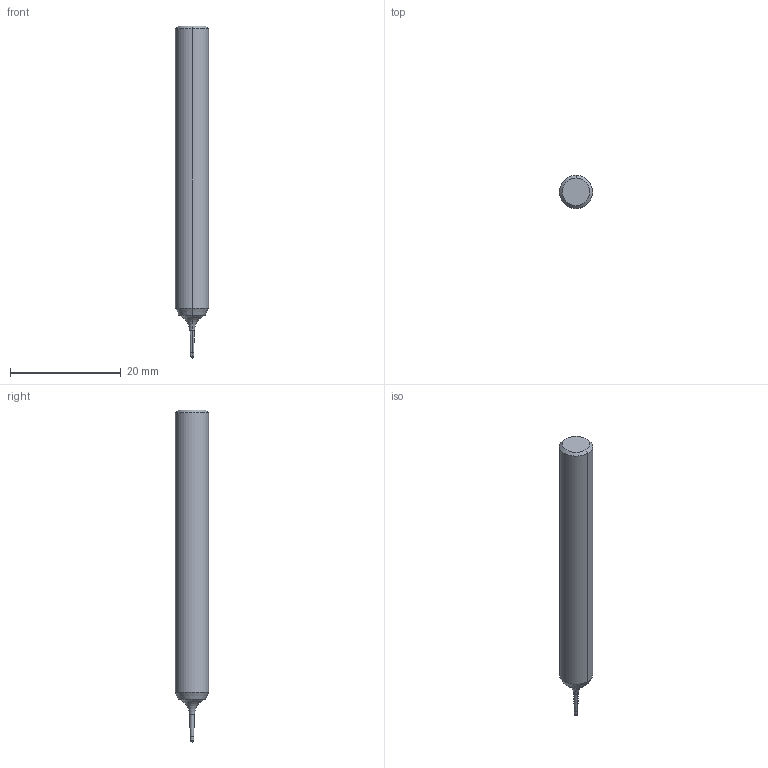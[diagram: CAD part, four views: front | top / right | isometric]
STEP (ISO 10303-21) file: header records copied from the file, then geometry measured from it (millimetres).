
FILE_DESCRIPTION((''),'2;1');
FILE_NAME('VC4STBR0030T0200N05_ASM','2020-06-10T18:21:21',('zhangnw'),(''),'CREO PARAMETRIC BY PTC INC, 2018500','CREO PARAMETRIC BY PTC INC, 2018500','');
FILE_SCHEMA(('AUTOMOTIVE_DESIGN { 1 0 10303 214 1 1 1 1 }'));
Length unit declared in the file: millimetre
Products named in the file (3): CUT_VC4STBR0030T0200N05; NOCUT_VC4STBR0030T0200N05; VC4STBR0030T0200N05_ASM
Assembly tree (2 placements, depth 2):
  VC4STBR0030T0200N05_ASM
    CUT_VC4STBR0030T0200N05
    NOCUT_VC4STBR0030T0200N05
Bounding box: 6 x 6 x 60 mm (x, y, z)
Volume: 1482.5 mm3; surface area: 1045.7 mm2
Topology: 2 solids, 2 shells, 19 faces, 40 edges, 23 vertices
Faces by surface type: cone 10, plane 3, sphere 2, cylinder 2, torus 2
Entity records: 1241 total; most frequent: DIRECTION 125, CARTESIAN_POINT 97, PROPERTY_DEFINITION 93, REPRESENTATION 91, PROPERTY_DEFINITION_REPRESENTATION 91, ORIENTED_EDGE 68, AXIS2_PLACEMENT_3D 55, GENERAL_PROPERTY 45
